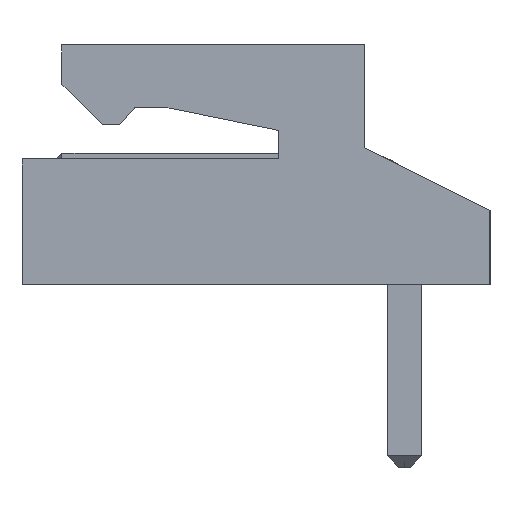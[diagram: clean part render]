
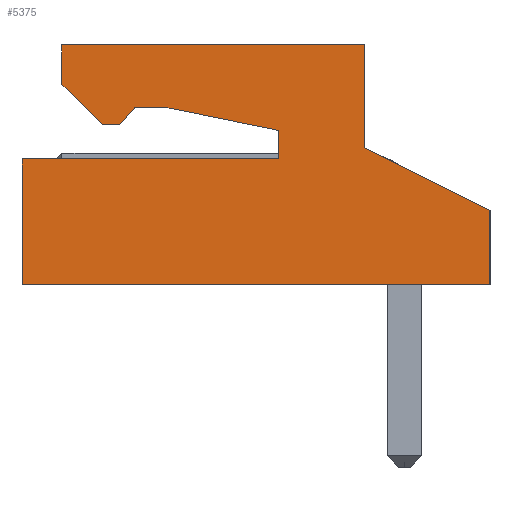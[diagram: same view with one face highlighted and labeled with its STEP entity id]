
A CAD part, left-side view. The second image highlights one B-rep face of the part: STEP entity #5375.
In plain terms, the highlighted face is planar.
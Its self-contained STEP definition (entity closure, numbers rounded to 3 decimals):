
#85 = DIRECTION ( 'NONE',  ( 0., -0.447, -0.894 ) ) ;
#440 = LINE ( 'NONE', #12063, #19735 ) ;
#1047 = VERTEX_POINT ( 'NONE', #16817 ) ;
#1088 = LINE ( 'NONE', #16570, #4849 ) ;
#1320 = EDGE_CURVE ( 'NONE', #8474, #6520, #13434, .T. ) ;
#1445 = CARTESIAN_POINT ( 'NONE',  ( 2.5, 2.2, 2.2 ) ) ;
#1470 = VECTOR ( 'NONE', #19488, 1000. ) ;
#1592 = CARTESIAN_POINT ( 'NONE',  ( 2.5, 4.2, 6.7 ) ) ;
#1660 = EDGE_CURVE ( 'NONE', #15158, #19032, #20430, .T. ) ;
#1671 = ORIENTED_EDGE ( 'NONE', *, *, #15725, .T. ) ;
#1695 = DIRECTION ( 'NONE',  ( 0., 0., -1. ) ) ;
#1822 = EDGE_CURVE ( 'NONE', #8644, #8474, #18361, .T. ) ;
#1998 = VECTOR ( 'NONE', #85, 1000. ) ;
#2110 = EDGE_CURVE ( 'NONE', #3543, #19744, #1088, .T. ) ;
#2170 = CARTESIAN_POINT ( 'NONE',  ( 2.5, 3.1, 4.721 ) ) ;
#2283 = CARTESIAN_POINT ( 'NONE',  ( 2.5, 3.1, 4.16 ) ) ;
#2312 = EDGE_CURVE ( 'NONE', #12649, #20436, #14602, .T. ) ;
#2773 = EDGE_CURVE ( 'NONE', #19744, #8972, #11425, .T. ) ;
#3293 = LINE ( 'NONE', #4913, #15525 ) ;
#3339 = EDGE_LOOP ( 'NONE', ( #5353, #12283, #14457, #20196, #7686, #17270, #19647, #15514, #6774, #13735, #1671, #15149, #7740, #12020 ) ) ;
#3450 = CARTESIAN_POINT ( 'NONE',  ( 2.5, 2.4, 0.7 ) ) ;
#3543 = VERTEX_POINT ( 'NONE', #12594 ) ;
#3601 = PLANE ( 'NONE',  #7622 ) ;
#3866 = CARTESIAN_POINT ( 'NONE',  ( 2.5, 2.8, 5.286 ) ) ;
#3903 = DIRECTION ( 'NONE',  ( 0., -1., 0. ) ) ;
#4849 = VECTOR ( 'NONE', #6092, 1000. ) ;
#4891 = VECTOR ( 'NONE', #21076, 1000. ) ;
#4913 = CARTESIAN_POINT ( 'NONE',  ( 2.5, 3.5, 6. ) ) ;
#4926 = LINE ( 'NONE', #1445, #20490 ) ;
#5353 = ORIENTED_EDGE ( 'NONE', *, *, #7529, .F. ) ;
#5375 = ADVANCED_FACE ( 'NONE', ( #11736 ), #3601, .F. ) ;
#5419 = CARTESIAN_POINT ( 'NONE',  ( 2.5, 2.7, 2.2 ) ) ;
#5500 = DIRECTION ( 'NONE',  ( 0., 0., 1. ) ) ;
#5585 = DIRECTION ( 'NONE',  ( 0., 1., 0. ) ) ;
#5885 = CARTESIAN_POINT ( 'NONE',  ( 2.5, 4.2, 6. ) ) ;
#6092 = DIRECTION ( 'NONE',  ( 0., 1., 0. ) ) ;
#6520 = VERTEX_POINT ( 'NONE', #14753 ) ;
#6540 = EDGE_CURVE ( 'NONE', #1047, #20792, #13678, .T. ) ;
#6630 = DIRECTION ( 'NONE',  ( -1., 0., 0. ) ) ;
#6774 = ORIENTED_EDGE ( 'NONE', *, *, #2773, .F. ) ;
#7092 = CARTESIAN_POINT ( 'NONE',  ( 2.5, 2.8, 4.986 ) ) ;
#7529 = EDGE_CURVE ( 'NONE', #19032, #20436, #16562, .T. ) ;
#7622 = AXIS2_PLACEMENT_3D ( 'NONE', #16828, #6630, #10023 ) ;
#7686 = ORIENTED_EDGE ( 'NONE', *, *, #1822, .F. ) ;
#7740 = ORIENTED_EDGE ( 'NONE', *, *, #12251, .F. ) ;
#8474 = VERTEX_POINT ( 'NONE', #19169 ) ;
#8484 = VERTEX_POINT ( 'NONE', #10855 ) ;
#8644 = VERTEX_POINT ( 'NONE', #14234 ) ;
#8972 = VERTEX_POINT ( 'NONE', #21121 ) ;
#9109 = DIRECTION ( 'NONE',  ( 0., 0.2, 0.98 ) ) ;
#9587 = CARTESIAN_POINT ( 'NONE',  ( 2.5, 3.5, 6. ) ) ;
#9812 = CARTESIAN_POINT ( 'NONE',  ( 2.5, 2.2, 6.7 ) ) ;
#9860 = CARTESIAN_POINT ( 'NONE',  ( 2.5, 0., 0.7 ) ) ;
#9886 = LINE ( 'NONE', #3450, #1998 ) ;
#10023 = DIRECTION ( 'NONE',  ( 0., -1., 0. ) ) ;
#10247 = VECTOR ( 'NONE', #1695, 1000. ) ;
#10710 = CARTESIAN_POINT ( 'NONE',  ( 2.5, 0., -1.5 ) ) ;
#10855 = CARTESIAN_POINT ( 'NONE',  ( 2.5, 1.3, -1.5 ) ) ;
#11101 = CARTESIAN_POINT ( 'NONE',  ( 2.5, 4.2, 6. ) ) ;
#11227 = DIRECTION ( 'NONE',  ( 0., 0., -1. ) ) ;
#11304 = CARTESIAN_POINT ( 'NONE',  ( 2.5, 2.4, 0.7 ) ) ;
#11323 = LINE ( 'NONE', #2170, #15740 ) ;
#11425 = LINE ( 'NONE', #9812, #19107 ) ;
#11455 = VERTEX_POINT ( 'NONE', #10710 ) ;
#11736 = FACE_OUTER_BOUND ( 'NONE', #3339, .T. ) ;
#12020 = ORIENTED_EDGE ( 'NONE', *, *, #2312, .T. ) ;
#12063 = CARTESIAN_POINT ( 'NONE',  ( 2.5, 1.3, -1.5 ) ) ;
#12216 = CARTESIAN_POINT ( 'NONE',  ( 2.5, 2.2, 6.7 ) ) ;
#12251 = EDGE_CURVE ( 'NONE', #12649, #8484, #9886, .T. ) ;
#12283 = ORIENTED_EDGE ( 'NONE', *, *, #1660, .F. ) ;
#12594 = CARTESIAN_POINT ( 'NONE',  ( 2.5, 0., 6.7 ) ) ;
#12649 = VERTEX_POINT ( 'NONE', #11304 ) ;
#12880 = EDGE_CURVE ( 'NONE', #6520, #15158, #3293, .T. ) ;
#12968 = DIRECTION ( 'NONE',  ( 0., 0.7, 0.714 ) ) ;
#13434 = LINE ( 'NONE', #3866, #21132 ) ;
#13678 = LINE ( 'NONE', #5419, #14246 ) ;
#13735 = ORIENTED_EDGE ( 'NONE', *, *, #2110, .F. ) ;
#14075 = EDGE_CURVE ( 'NONE', #8484, #11455, #440, .T. ) ;
#14234 = CARTESIAN_POINT ( 'NONE',  ( 2.5, 3.1, 4.721 ) ) ;
#14246 = VECTOR ( 'NONE', #9109, 1000. ) ;
#14457 = ORIENTED_EDGE ( 'NONE', *, *, #12880, .F. ) ;
#14602 = LINE ( 'NONE', #9860, #4891 ) ;
#14753 = CARTESIAN_POINT ( 'NONE',  ( 2.5, 2.8, 5.286 ) ) ;
#15115 = DIRECTION ( 'NONE',  ( 0., -0.75, 0.661 ) ) ;
#15149 = ORIENTED_EDGE ( 'NONE', *, *, #14075, .F. ) ;
#15158 = VERTEX_POINT ( 'NONE', #9587 ) ;
#15514 = ORIENTED_EDGE ( 'NONE', *, *, #17661, .F. ) ;
#15525 = VECTOR ( 'NONE', #12968, 1000. ) ;
#15725 = EDGE_CURVE ( 'NONE', #3543, #11455, #19592, .T. ) ;
#15740 = VECTOR ( 'NONE', #18649, 1000. ) ;
#16232 = CARTESIAN_POINT ( 'NONE',  ( 2.5, 4.2, 0.7 ) ) ;
#16532 = DIRECTION ( 'NONE',  ( 0., 1., 0. ) ) ;
#16562 = LINE ( 'NONE', #1592, #10247 ) ;
#16570 = CARTESIAN_POINT ( 'NONE',  ( 2.5, 0., 6.7 ) ) ;
#16817 = CARTESIAN_POINT ( 'NONE',  ( 2.5, 2.7, 2.2 ) ) ;
#16828 = CARTESIAN_POINT ( 'NONE',  ( 2.5, 0., 6.7 ) ) ;
#17037 = VECTOR ( 'NONE', #5585, 1000. ) ;
#17270 = ORIENTED_EDGE ( 'NONE', *, *, #19131, .F. ) ;
#17661 = EDGE_CURVE ( 'NONE', #8972, #1047, #4926, .T. ) ;
#17760 = CARTESIAN_POINT ( 'NONE',  ( 2.5, 0., 6.7 ) ) ;
#18361 = LINE ( 'NONE', #7092, #18725 ) ;
#18649 = DIRECTION ( 'NONE',  ( 0., 0., 1. ) ) ;
#18725 = VECTOR ( 'NONE', #15115, 1000. ) ;
#19032 = VERTEX_POINT ( 'NONE', #11101 ) ;
#19107 = VECTOR ( 'NONE', #11227, 1000. ) ;
#19131 = EDGE_CURVE ( 'NONE', #20792, #8644, #11323, .T. ) ;
#19169 = CARTESIAN_POINT ( 'NONE',  ( 2.5, 2.8, 4.986 ) ) ;
#19488 = DIRECTION ( 'NONE',  ( 0., 0., -1. ) ) ;
#19592 = LINE ( 'NONE', #17760, #1470 ) ;
#19647 = ORIENTED_EDGE ( 'NONE', *, *, #6540, .F. ) ;
#19735 = VECTOR ( 'NONE', #3903, 1000. ) ;
#19744 = VERTEX_POINT ( 'NONE', #12216 ) ;
#20196 = ORIENTED_EDGE ( 'NONE', *, *, #1320, .F. ) ;
#20430 = LINE ( 'NONE', #5885, #17037 ) ;
#20436 = VERTEX_POINT ( 'NONE', #16232 ) ;
#20490 = VECTOR ( 'NONE', #16532, 1000. ) ;
#20792 = VERTEX_POINT ( 'NONE', #2283 ) ;
#21076 = DIRECTION ( 'NONE',  ( 0., 1., 0. ) ) ;
#21121 = CARTESIAN_POINT ( 'NONE',  ( 2.5, 2.2, 2.2 ) ) ;
#21132 = VECTOR ( 'NONE', #5500, 1000. ) ;
